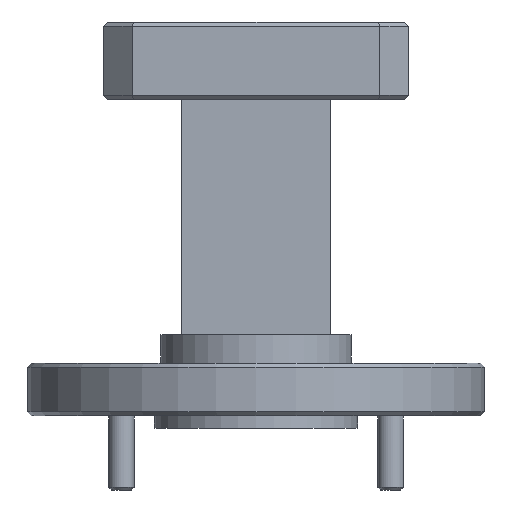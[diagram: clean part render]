
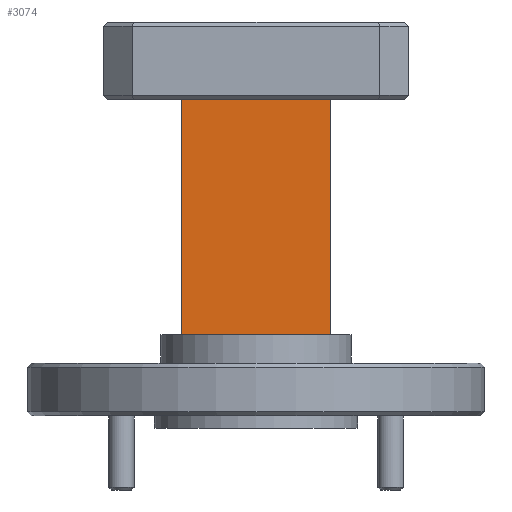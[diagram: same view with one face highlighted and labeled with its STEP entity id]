
A CAD part, front view. The second image highlights one B-rep face of the part: STEP entity #3074.
In plain terms, the highlighted planar face has unit normal (0, -1, 0).
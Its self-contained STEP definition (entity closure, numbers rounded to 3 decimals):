
#66 = CARTESIAN_POINT ( 'NONE',  ( 4.636, -2.857, 20.574 ) ) ;
#76 = DIRECTION ( 'NONE',  ( 0., 1., 0. ) ) ;
#98 = EDGE_CURVE ( 'NONE', #2204, #842, #3033, .T. ) ;
#204 = CARTESIAN_POINT ( 'NONE',  ( -4.635, -2.857, 5.842 ) ) ;
#258 = VERTEX_POINT ( 'NONE', #1344 ) ;
#280 = VECTOR ( 'NONE', #3120, 1000. ) ;
#335 = ORIENTED_EDGE ( 'NONE', *, *, #98, .F. ) ;
#657 = ORIENTED_EDGE ( 'NONE', *, *, #2850, .T. ) ;
#658 = PLANE ( 'NONE',  #3023 ) ;
#692 = EDGE_LOOP ( 'NONE', ( #1230, #335, #2788, #657 ) ) ;
#842 = VERTEX_POINT ( 'NONE', #3042 ) ;
#855 = EDGE_CURVE ( 'NONE', #258, #2204, #1361, .T. ) ;
#980 = EDGE_CURVE ( 'NONE', #1552, #842, #1026, .T. ) ;
#1003 = VECTOR ( 'NONE', #2614, 1000. ) ;
#1026 = LINE ( 'NONE', #204, #280 ) ;
#1055 = DIRECTION ( 'NONE',  ( 0., 0., 1. ) ) ;
#1145 = CARTESIAN_POINT ( 'NONE',  ( 4.636, -2.857, 20.574 ) ) ;
#1230 = ORIENTED_EDGE ( 'NONE', *, *, #980, .T. ) ;
#1259 = FACE_OUTER_BOUND ( 'NONE', #692, .T. ) ;
#1344 = CARTESIAN_POINT ( 'NONE',  ( -4.635, -2.857, 20.574 ) ) ;
#1361 = LINE ( 'NONE', #2564, #1866 ) ;
#1429 = VECTOR ( 'NONE', #1993, 1000. ) ;
#1439 = CARTESIAN_POINT ( 'NONE',  ( -4.635, -2.857, 5.842 ) ) ;
#1552 = VERTEX_POINT ( 'NONE', #1439 ) ;
#1866 = VECTOR ( 'NONE', #2543, 1000. ) ;
#1993 = DIRECTION ( 'NONE',  ( 0., 0., -1. ) ) ;
#2204 = VERTEX_POINT ( 'NONE', #1145 ) ;
#2295 = LINE ( 'NONE', #3058, #1003 ) ;
#2353 = CARTESIAN_POINT ( 'NONE',  ( -4.635, -2.857, 20.574 ) ) ;
#2543 = DIRECTION ( 'NONE',  ( 1., 0., 0. ) ) ;
#2564 = CARTESIAN_POINT ( 'NONE',  ( -4.635, -2.857, 20.574 ) ) ;
#2614 = DIRECTION ( 'NONE',  ( 0., 0., -1. ) ) ;
#2788 = ORIENTED_EDGE ( 'NONE', *, *, #855, .F. ) ;
#2850 = EDGE_CURVE ( 'NONE', #258, #1552, #2295, .T. ) ;
#3023 = AXIS2_PLACEMENT_3D ( 'NONE', #2353, #76, #1055 ) ;
#3033 = LINE ( 'NONE', #66, #1429 ) ;
#3042 = CARTESIAN_POINT ( 'NONE',  ( 4.636, -2.857, 5.842 ) ) ;
#3058 = CARTESIAN_POINT ( 'NONE',  ( -4.635, -2.857, 20.574 ) ) ;
#3074 = ADVANCED_FACE ( 'NONE', ( #1259 ), #658, .F. ) ;
#3120 = DIRECTION ( 'NONE',  ( 1., 0., 0. ) ) ;
